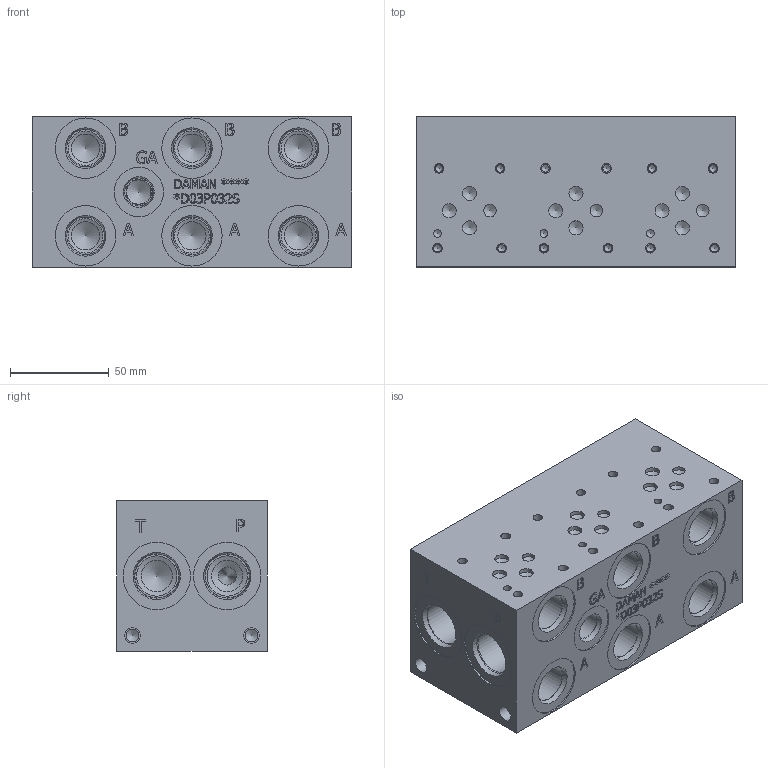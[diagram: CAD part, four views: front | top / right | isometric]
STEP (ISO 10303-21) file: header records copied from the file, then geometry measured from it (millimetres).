
FILE_DESCRIPTION(/* description */ (''),/* implementation_level */ '2;1');
FILE_NAME(/* name */ '_D03P032S.stp',/* time_stamp */ '2023-05-12T11:04:54-04:00',/* author */ ('trevorh'),/* organization */ (''),/* preprocessor_version */ 'ST-DEVELOPER v18',/* originating_system */ 'Autodesk Inventor 2020',/* authorisation */ '');
FILE_SCHEMA (('CONFIG_CONTROL_DESIGN'));
Length unit declared in the file: millimetre
Products named in the file (1): Part_AD03P032S_3D
Bounding box: 161.93 x 76.2 x 76.2 mm (x, y, z)
Volume: 848956.1 mm3; surface area: 82802.5 mm2
Topology: 1 solids, 1 shells, 755 faces, 2059 edges, 1393 vertices
Faces by surface type: plane 387, bspline 185, cylinder 105, cone 78
Full cylindrical faces by diameter (mm): 3.785 x12, 3.962 x3, 4.826 x12, 6.35 x3, 6.528 x4, 7.137 x9, 7.925 x4, 12.294 x1, 12.9 x1, 14.275 x1, 14.3 x6, 14.529 x1, 15.875 x4, 17.501 x6, 19.05 x6, 19.253 x6, 20.447 x4, 22.225 x3, 22.23 x1, 22.555 x4, 23.901 x3, 25.019 x1, 30.632 x6, 34.138 x4
Entity records: 25259 total; most frequent: CARTESIAN_POINT 6571, ORIENTED_EDGE 4034, DIRECTION 3174, EDGE_CURVE 2017, VERTEX_POINT 1393, LINE 1262, VECTOR 1262, AXIS2_PLACEMENT_3D 956
